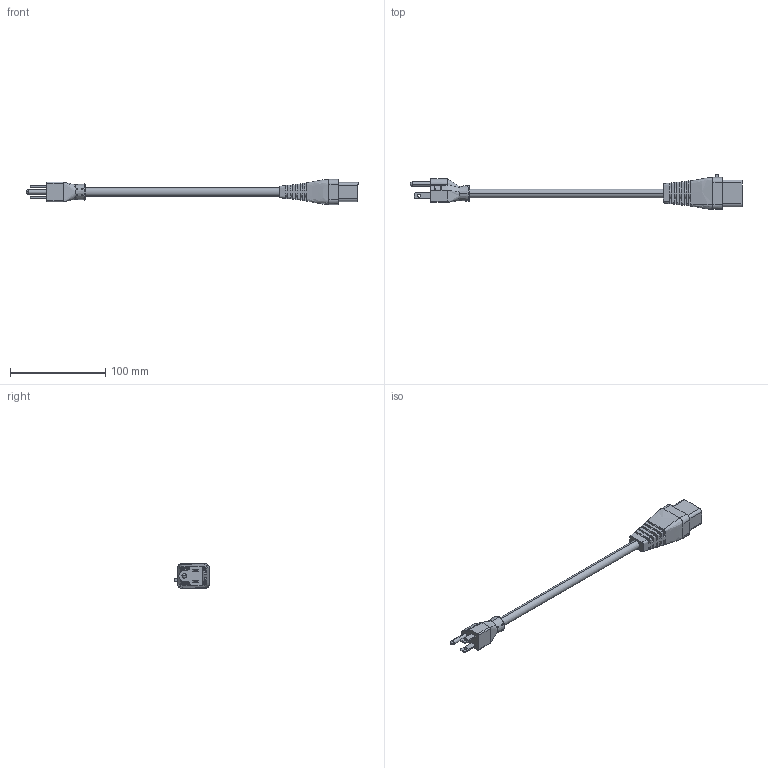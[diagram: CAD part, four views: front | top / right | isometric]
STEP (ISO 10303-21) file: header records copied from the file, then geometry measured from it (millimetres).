
FILE_DESCRIPTION (( 'STEP AP203' ), '1' );
FILE_NAME ('C19LN515P-15_3D.STEP', '2022-08-05T22:26:06', ( '' ), ( '' ), 'SwSTEP 2.0', 'SolidWorks 2021', '' );
FILE_SCHEMA (( 'CONFIG_CONTROL_DESIGN' ));
Length unit declared in the file: inch
Products named in the file (4): C19LN515P-15_3D; SJT14AWG3X_CORDAGE; EN60320-C19 LOCKING PWR PLUG; NEMA_5-15P
Assembly tree (3 placements, depth 2):
  C19LN515P-15_3D
    NEMA_5-15P
    SJT14AWG3X_CORDAGE
    EN60320-C19 LOCKING PWR PLUG
Bounding box: 348.08 x 36.45 x 26.3 mm (x, y, z)
Volume: 69886.6 mm3; surface area: 26252.8 mm2
Topology: 4 solids, 4 shells, 265 faces, 689 edges, 451 vertices
Faces by surface type: plane 179, cylinder 64, torus 10, bspline 8, sphere 2, cone 2
Entity records: 10913 total; most frequent: CARTESIAN_POINT 4212, ORIENTED_EDGE 1374, DIRECTION 1165, EDGE_CURVE 687, VERTEX_POINT 451, AXIS2_PLACEMENT_3D 390, LINE 385, VECTOR 385
